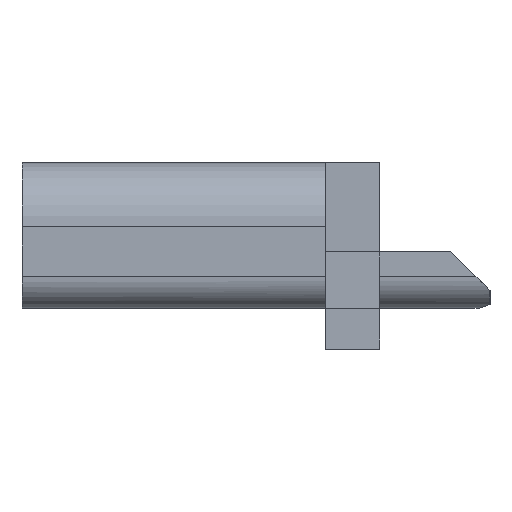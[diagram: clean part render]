
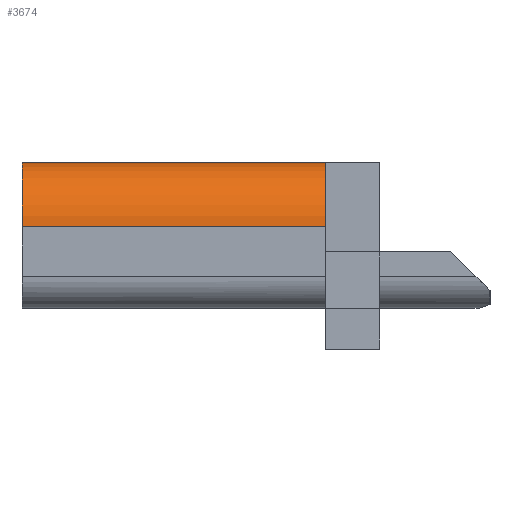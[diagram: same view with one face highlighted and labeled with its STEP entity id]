
A CAD part, left-side view. The second image highlights one B-rep face of the part: STEP entity #3674.
In plain terms, the highlighted cylindrical face has radius 2.007 mm (diameter 4.013 mm), a partial arc.
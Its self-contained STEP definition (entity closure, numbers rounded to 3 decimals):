
#369 = EDGE_CURVE ( 'NONE', #370, #539, #2372, .T. ) ;
#370 = VERTEX_POINT ( 'NONE', #2426 ) ;
#536 = VERTEX_POINT ( 'NONE', #1209 ) ;
#538 = EDGE_CURVE ( 'NONE', #539, #536, #1172, .T. ) ;
#539 = VERTEX_POINT ( 'NONE', #1177 ) ;
#1171 = VECTOR ( 'NONE', #1203, 1000. ) ;
#1172 = LINE ( 'NONE', #1178, #1171 ) ;
#1177 = CARTESIAN_POINT ( 'NONE',  ( -10.601, 9.526, -1.076 ) ) ;
#1178 = CARTESIAN_POINT ( 'NONE',  ( -10.601, 9.526, -1.076 ) ) ;
#1203 = DIRECTION ( 'NONE',  ( 0., -1., 0. ) ) ;
#1209 = CARTESIAN_POINT ( 'NONE',  ( -10.601, 0.001, -1.076 ) ) ;
#2348 = DIRECTION ( 'NONE',  ( 0., 0., -1. ) ) ;
#2369 = DIRECTION ( 'NONE',  ( 0., -1., 0. ) ) ;
#2370 = CARTESIAN_POINT ( 'NONE',  ( -8.595, 9.526, -1.076 ) ) ;
#2371 = AXIS2_PLACEMENT_3D ( 'NONE', #2370, #2369, #2348 ) ;
#2372 = CIRCLE ( 'NONE', #2371, 2.007 ) ;
#2426 = CARTESIAN_POINT ( 'NONE',  ( -6.588, 9.526, -1.076 ) ) ;
#3627 = EDGE_LOOP ( 'NONE', ( #3638, #3695, #3697, #3709 ) ) ;
#3638 = ORIENTED_EDGE ( 'NONE', *, *, #3639, .F. ) ;
#3639 = EDGE_CURVE ( 'NONE', #3701, #536, #4598, .T. ) ;
#3674 = ADVANCED_FACE ( 'NONE', ( #4691 ), #4676, .T. ) ;
#3695 = ORIENTED_EDGE ( 'NONE', *, *, #3696, .F. ) ;
#3696 = EDGE_CURVE ( 'NONE', #370, #3701, #4748, .T. ) ;
#3697 = ORIENTED_EDGE ( 'NONE', *, *, #369, .T. ) ;
#3701 = VERTEX_POINT ( 'NONE', #4744 ) ;
#3709 = ORIENTED_EDGE ( 'NONE', *, *, #538, .T. ) ;
#4594 = DIRECTION ( 'NONE',  ( 0., 0., 1. ) ) ;
#4595 = DIRECTION ( 'NONE',  ( 0., -1., 0. ) ) ;
#4596 = CARTESIAN_POINT ( 'NONE',  ( -8.595, 0.001, -1.076 ) ) ;
#4597 = AXIS2_PLACEMENT_3D ( 'NONE', #4596, #4595, #4594 ) ;
#4598 = CIRCLE ( 'NONE', #4597, 2.007 ) ;
#4675 = CARTESIAN_POINT ( 'NONE',  ( -8.595, 9.526, -1.076 ) ) ;
#4676 = CYLINDRICAL_SURFACE ( 'NONE', #4730, 2.007 ) ;
#4691 = FACE_OUTER_BOUND ( 'NONE', #3627, .T. ) ;
#4728 = DIRECTION ( 'NONE',  ( 0., 0., -1. ) ) ;
#4729 = DIRECTION ( 'NONE',  ( 0., -1., 0. ) ) ;
#4730 = AXIS2_PLACEMENT_3D ( 'NONE', #4675, #4729, #4728 ) ;
#4744 = CARTESIAN_POINT ( 'NONE',  ( -6.588, 0.001, -1.076 ) ) ;
#4745 = DIRECTION ( 'NONE',  ( 0., -1., 0. ) ) ;
#4746 = VECTOR ( 'NONE', #4745, 1000. ) ;
#4747 = CARTESIAN_POINT ( 'NONE',  ( -6.588, 9.526, -1.076 ) ) ;
#4748 = LINE ( 'NONE', #4747, #4746 ) ;
